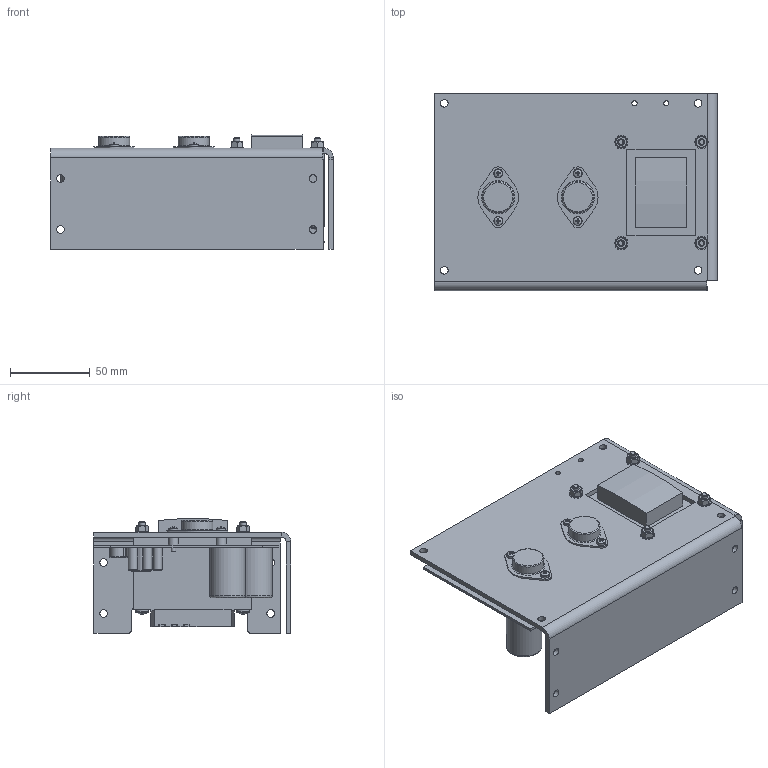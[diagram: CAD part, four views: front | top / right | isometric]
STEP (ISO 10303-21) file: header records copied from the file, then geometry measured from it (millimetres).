
FILE_DESCRIPTION (( 'STEP AP214' ), '1' );
FILE_NAME ('IHBB15-1.5.STEP', '2023-04-13T16:34:51', ( '' ), ( '' ), 'SwSTEP 2.0', 'SolidWorks 2021', '' );
FILE_SCHEMA (( 'AUTOMOTIVE_DESIGN' ));
Length unit declared in the file: inch
Products named in the file (1): IHBB15-1.5
Bounding box: 177.8 x 124.33 x 72.11 mm (x, y, z)
Volume: 404898 mm3; surface area: 146071.7 mm2
Topology: 33 solids, 33 shells, 979 faces, 2471 edges, 1608 vertices
Faces by surface type: plane 611, cylinder 241, bspline 63, cone 40, torus 16, sphere 8
Full cylindrical faces by diameter (mm): 2.923 x4, 3 x4, 3.05 x8, 3.25 x2, 3.3 x8, 3.5 x4, 4 x12, 4.3 x4, 4.8 x12, 5.6 x4, 5.716 x4, 6.35 x4, 8 x4, 10 x2, 19.5 x2, 22.3 x2
Entity records: 32451 total; most frequent: CARTESIAN_POINT 9106, ORIENTED_EDGE 4618, DIRECTION 4543, EDGE_CURVE 2309, VERTEX_POINT 1562, AXIS2_PLACEMENT_3D 1523, LINE 1497, VECTOR 1497
